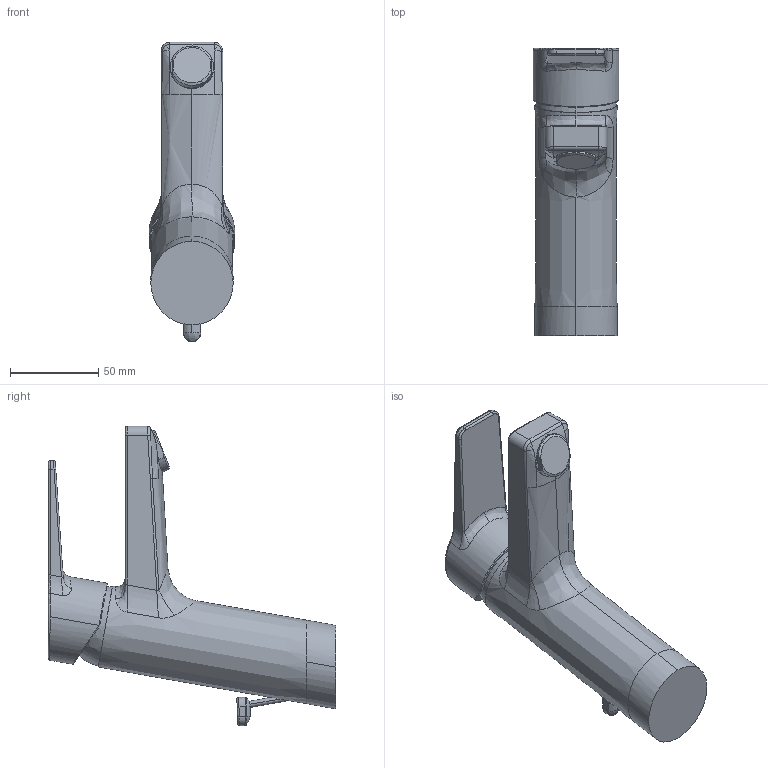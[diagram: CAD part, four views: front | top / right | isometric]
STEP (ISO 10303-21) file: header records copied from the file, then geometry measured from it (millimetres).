
FILE_DESCRIPTION (( 'STEP AP203' ), '1' );
FILE_NAME ('09012283.STEP', '2018-01-24T05:08:25', ( '' ), ( '' ), 'SwSTEP 2.0', 'SolidWorks 2016', '' );
FILE_SCHEMA (( 'CONFIG_CONTROL_DESIGN' ));
Length unit declared in the file: millimetre
Products named in the file (1): 09012283
Bounding box: 48.5 x 162.55 x 169.47 mm (x, y, z)
Volume: 366149.6 mm3; surface area: 45565.3 mm2
Topology: 1 solids, 2 shells, 149 faces, 362 edges, 219 vertices
Faces by surface type: bspline 74, cylinder 43, plane 25, cone 5, torus 2
Entity records: 9691 total; most frequent: CARTESIAN_POINT 6823, ORIENTED_EDGE 724, EDGE_CURVE 362, DIRECTION 324, B_SPLINE_CURVE_WITH_KNOTS 221, VERTEX_POINT 219, EDGE_LOOP 153, FACE_OUTER_BOUND 149
